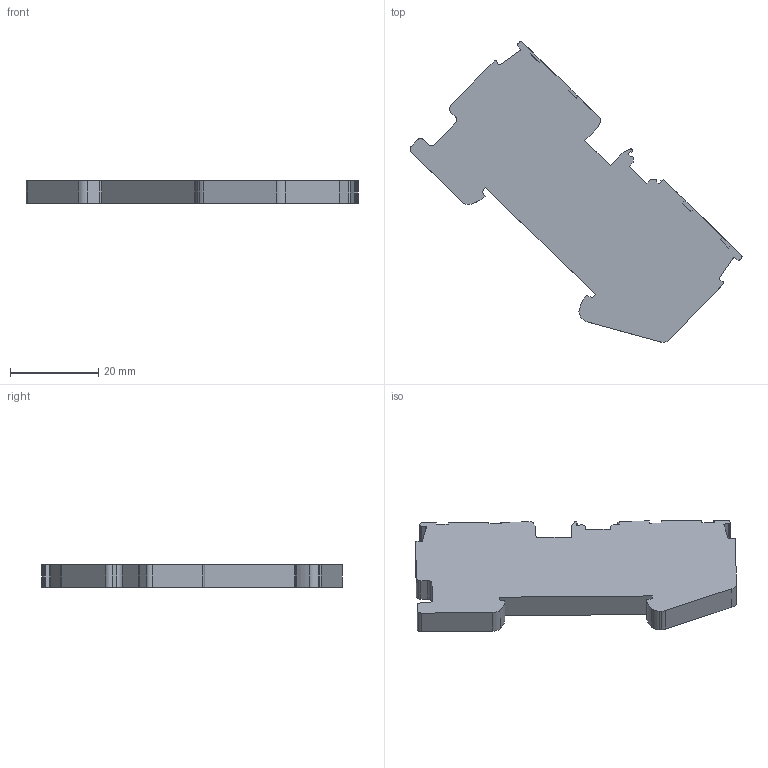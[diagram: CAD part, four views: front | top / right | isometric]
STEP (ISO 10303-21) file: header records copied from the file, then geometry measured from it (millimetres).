
FILE_DESCRIPTION( ( 'Unknown' ), '1' );
FILE_NAME( '零件14.stp', 'Unknown', ( 'Unknown' ), ( 'Unknown' ), 'XStep 1.0', 'Unknown', ' ' );
FILE_SCHEMA( ( 'automotive_design' ) );
Length unit declared in the file: millimetre
Products named in the file (1): 1
Bounding box: 75.15 x 68.05 x 5.15 mm (x, y, z)
Volume: 10973.6 mm3; surface area: 5665.6 mm2
Topology: 1 solids, 1 shells, 151 faces, 436 edges, 291 vertices
Faces by surface type: plane 104, cylinder 47
Entity records: 6176 total; most frequent: CARTESIAN_POINT 879, ORIENTED_EDGE 872, DIRECTION 834, EDGE_CURVE 436, LINE 342, VECTOR 342, VERTEX_POINT 291, AXIS2_PLACEMENT_3D 246
